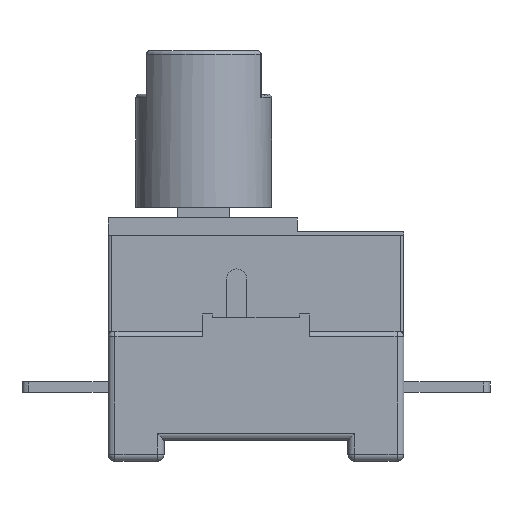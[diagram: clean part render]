
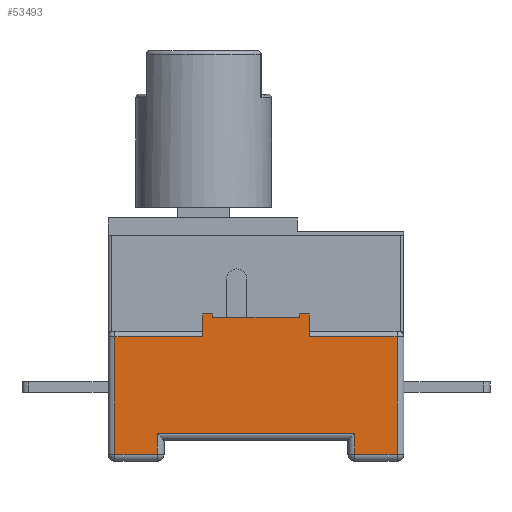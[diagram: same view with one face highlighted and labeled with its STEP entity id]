
A CAD part, left-side view. The second image highlights one B-rep face of the part: STEP entity #53493.
In plain terms, the highlighted planar face has unit normal (-1, 0, 0).
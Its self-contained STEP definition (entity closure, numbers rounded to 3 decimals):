
#3659 = EDGE_LOOP ( 'NONE', ( #29277, #55476, #33613, #78581, #86744, #111326, #64471, #70494, #144586, #43731, #7892, #83703, #81941, #75169, #38369, #102135 ) ) ;
#4655 = LINE ( 'NONE', #119836, #142187 ) ;
#4851 = CARTESIAN_POINT ( 'NONE',  ( -70., -12.35, 35.3 ) ) ;
#7370 = VECTOR ( 'NONE', #64451, 1000. ) ;
#7892 = ORIENTED_EDGE ( 'NONE', *, *, #103704, .F. ) ;
#11627 = VECTOR ( 'NONE', #28269, 1000. ) ;
#11732 = DIRECTION ( 'NONE',  ( 0., 0., 1. ) ) ;
#11740 = VERTEX_POINT ( 'NONE', #92356 ) ;
#13496 = VERTEX_POINT ( 'NONE', #133461 ) ;
#13708 = VECTOR ( 'NONE', #26919, 1000. ) ;
#14577 = AXIS2_PLACEMENT_3D ( 'NONE', #59375, #138416, #106035 ) ;
#14694 = VECTOR ( 'NONE', #105892, 1000. ) ;
#17668 = DIRECTION ( 'NONE',  ( 0., -1., 0. ) ) ;
#17973 = CARTESIAN_POINT ( 'NONE',  ( -70., 40.5, -4. ) ) ;
#18382 = CARTESIAN_POINT ( 'NONE',  ( -70., 28.4, -4. ) ) ;
#18521 = EDGE_CURVE ( 'NONE', #71472, #62498, #4655, .T. ) ;
#19511 = VERTEX_POINT ( 'NONE', #17973 ) ;
#20534 = DIRECTION ( 'NONE',  ( 0., 0., -1. ) ) ;
#21442 = CARTESIAN_POINT ( 'NONE',  ( -70., 42.5, 2. ) ) ;
#23919 = CARTESIAN_POINT ( 'NONE',  ( -70., -28.4, 17. ) ) ;
#24647 = VERTEX_POINT ( 'NONE', #108019 ) ;
#25737 = VECTOR ( 'NONE', #64700, 1000. ) ;
#26919 = DIRECTION ( 'NONE',  ( 0., -1., 0. ) ) ;
#28269 = DIRECTION ( 'NONE',  ( 0., 0., -1. ) ) ;
#29277 = ORIENTED_EDGE ( 'NONE', *, *, #62134, .T. ) ;
#29692 = CARTESIAN_POINT ( 'NONE',  ( -70., -15.25, 36.3 ) ) ;
#30423 = CARTESIAN_POINT ( 'NONE',  ( -70., -40.5, -4. ) ) ;
#31784 = VECTOR ( 'NONE', #67368, 1000. ) ;
#31823 = CARTESIAN_POINT ( 'NONE',  ( -70., 40.5, 31.3 ) ) ;
#33070 = LINE ( 'NONE', #124914, #71920 ) ;
#33613 = ORIENTED_EDGE ( 'NONE', *, *, #88933, .T. ) ;
#38102 = EDGE_CURVE ( 'NONE', #135095, #113889, #33070, .T. ) ;
#38369 = ORIENTED_EDGE ( 'NONE', *, *, #44931, .T. ) ;
#40486 = LINE ( 'NONE', #109004, #50652 ) ;
#40754 = DIRECTION ( 'NONE',  ( 0., -1., 0. ) ) ;
#42312 = VECTOR ( 'NONE', #140447, 1000. ) ;
#43731 = ORIENTED_EDGE ( 'NONE', *, *, #38102, .T. ) ;
#44931 = EDGE_CURVE ( 'NONE', #71472, #88009, #58379, .T. ) ;
#46938 = CARTESIAN_POINT ( 'NONE',  ( -70., 40.5, 29.8 ) ) ;
#47205 = LINE ( 'NONE', #70544, #14694 ) ;
#50652 = VECTOR ( 'NONE', #121795, 1000. ) ;
#52187 = CARTESIAN_POINT ( 'NONE',  ( -70., -15.25, 36.3 ) ) ;
#52251 = LINE ( 'NONE', #4851, #93048 ) ;
#52655 = LINE ( 'NONE', #99311, #25737 ) ;
#53493 = ADVANCED_FACE ( 'NONE', ( #60122 ), #69945, .F. ) ;
#55476 = ORIENTED_EDGE ( 'NONE', *, *, #108407, .T. ) ;
#58379 = LINE ( 'NONE', #105758, #70824 ) ;
#59375 = CARTESIAN_POINT ( 'NONE',  ( -70., 42.5, 31.3 ) ) ;
#60041 = VECTOR ( 'NONE', #20534, 1000. ) ;
#60122 = FACE_OUTER_BOUND ( 'NONE', #3659, .T. ) ;
#62134 = EDGE_CURVE ( 'NONE', #11740, #93017, #130647, .T. ) ;
#62498 = VERTEX_POINT ( 'NONE', #144752 ) ;
#64451 = DIRECTION ( 'NONE',  ( 0., 0., 1. ) ) ;
#64471 = ORIENTED_EDGE ( 'NONE', *, *, #93368, .T. ) ;
#64700 = DIRECTION ( 'NONE',  ( 0., 0., -1. ) ) ;
#65779 = VECTOR ( 'NONE', #88855, 1000. ) ;
#67368 = DIRECTION ( 'NONE',  ( 0., -1., 0. ) ) ;
#68191 = VECTOR ( 'NONE', #91703, 1000. ) ;
#69570 = CARTESIAN_POINT ( 'NONE',  ( -70., 12.35, 35.3 ) ) ;
#69945 = PLANE ( 'NONE',  #14577 ) ;
#70494 = ORIENTED_EDGE ( 'NONE', *, *, #144793, .T. ) ;
#70544 = CARTESIAN_POINT ( 'NONE',  ( -70., -42.5, -4. ) ) ;
#70627 = LINE ( 'NONE', #128565, #13708 ) ;
#70824 = VECTOR ( 'NONE', #11732, 1000. ) ;
#71316 = LINE ( 'NONE', #23919, #68191 ) ;
#71472 = VERTEX_POINT ( 'NONE', #69570 ) ;
#71920 = VECTOR ( 'NONE', #115663, 1000. ) ;
#75169 = ORIENTED_EDGE ( 'NONE', *, *, #18521, .F. ) ;
#75752 = LINE ( 'NONE', #143494, #7370 ) ;
#78581 = ORIENTED_EDGE ( 'NONE', *, *, #139467, .T. ) ;
#80110 = EDGE_CURVE ( 'NONE', #147253, #135095, #40486, .T. ) ;
#80310 = LINE ( 'NONE', #94551, #42312 ) ;
#81941 = ORIENTED_EDGE ( 'NONE', *, *, #124526, .F. ) ;
#83703 = ORIENTED_EDGE ( 'NONE', *, *, #103877, .F. ) ;
#84675 = DIRECTION ( 'NONE',  ( 0., 0., 1. ) ) ;
#86744 = ORIENTED_EDGE ( 'NONE', *, *, #90098, .T. ) ;
#86947 = LINE ( 'NONE', #29692, #134198 ) ;
#88009 = VERTEX_POINT ( 'NONE', #122723 ) ;
#88855 = DIRECTION ( 'NONE',  ( 0., 1., 0. ) ) ;
#88933 = EDGE_CURVE ( 'NONE', #104726, #19511, #134952, .T. ) ;
#90098 = EDGE_CURVE ( 'NONE', #114205, #24647, #75752, .T. ) ;
#91703 = DIRECTION ( 'NONE',  ( 0., 0., -1. ) ) ;
#92222 = CARTESIAN_POINT ( 'NONE',  ( -70., -40.5, 29.8 ) ) ;
#92356 = CARTESIAN_POINT ( 'NONE',  ( -70., 15.25, 36.3 ) ) ;
#92620 = CARTESIAN_POINT ( 'NONE',  ( -70., 15.25, 29.8 ) ) ;
#93017 = VERTEX_POINT ( 'NONE', #92620 ) ;
#93048 = VECTOR ( 'NONE', #84675, 1000. ) ;
#93368 = EDGE_CURVE ( 'NONE', #13496, #102645, #71316, .T. ) ;
#94551 = CARTESIAN_POINT ( 'NONE',  ( -70., 26.4, -4. ) ) ;
#96989 = EDGE_CURVE ( 'NONE', #24647, #13496, #101246, .T. ) ;
#97243 = VERTEX_POINT ( 'NONE', #52187 ) ;
#97922 = LINE ( 'NONE', #99389, #65779 ) ;
#99311 = CARTESIAN_POINT ( 'NONE',  ( -70., -15.25, 36.3 ) ) ;
#99389 = CARTESIAN_POINT ( 'NONE',  ( -70., 40.5, 29.8 ) ) ;
#100576 = CARTESIAN_POINT ( 'NONE',  ( -70., -15.25, 29.8 ) ) ;
#101246 = LINE ( 'NONE', #21442, #31784 ) ;
#102135 = ORIENTED_EDGE ( 'NONE', *, *, #115300, .F. ) ;
#102645 = VERTEX_POINT ( 'NONE', #123343 ) ;
#103704 = EDGE_CURVE ( 'NONE', #97243, #113889, #52655, .T. ) ;
#103877 = EDGE_CURVE ( 'NONE', #120098, #97243, #70627, .T. ) ;
#104726 = VERTEX_POINT ( 'NONE', #46938 ) ;
#105758 = CARTESIAN_POINT ( 'NONE',  ( -70., 12.35, 35.3 ) ) ;
#105892 = DIRECTION ( 'NONE',  ( 0., -1., 0. ) ) ;
#106035 = DIRECTION ( 'NONE',  ( 0., 1., 0. ) ) ;
#108019 = CARTESIAN_POINT ( 'NONE',  ( -70., 28.4, 2. ) ) ;
#108209 = CARTESIAN_POINT ( 'NONE',  ( -70., -12.35, 36.3 ) ) ;
#108407 = EDGE_CURVE ( 'NONE', #93017, #104726, #97922, .T. ) ;
#109004 = CARTESIAN_POINT ( 'NONE',  ( -70., -40.5, 31.3 ) ) ;
#111326 = ORIENTED_EDGE ( 'NONE', *, *, #96989, .T. ) ;
#113889 = VERTEX_POINT ( 'NONE', #100576 ) ;
#114205 = VERTEX_POINT ( 'NONE', #18382 ) ;
#115300 = EDGE_CURVE ( 'NONE', #11740, #88009, #86947, .T. ) ;
#115663 = DIRECTION ( 'NONE',  ( 0., 1., 0. ) ) ;
#119836 = CARTESIAN_POINT ( 'NONE',  ( -70., 12.35, 35.3 ) ) ;
#120098 = VERTEX_POINT ( 'NONE', #108209 ) ;
#121795 = DIRECTION ( 'NONE',  ( 0., 0., 1. ) ) ;
#122723 = CARTESIAN_POINT ( 'NONE',  ( -70., 12.35, 36.3 ) ) ;
#123343 = CARTESIAN_POINT ( 'NONE',  ( -70., -28.4, -4. ) ) ;
#124526 = EDGE_CURVE ( 'NONE', #62498, #120098, #52251, .T. ) ;
#124914 = CARTESIAN_POINT ( 'NONE',  ( -70., -15.25, 29.8 ) ) ;
#128565 = CARTESIAN_POINT ( 'NONE',  ( -70., -15.25, 36.3 ) ) ;
#130647 = LINE ( 'NONE', #131398, #11627 ) ;
#131398 = CARTESIAN_POINT ( 'NONE',  ( -70., 15.25, 36.3 ) ) ;
#133461 = CARTESIAN_POINT ( 'NONE',  ( -70., -28.4, 2. ) ) ;
#134198 = VECTOR ( 'NONE', #17668, 1000. ) ;
#134952 = LINE ( 'NONE', #31823, #60041 ) ;
#135095 = VERTEX_POINT ( 'NONE', #92222 ) ;
#138416 = DIRECTION ( 'NONE',  ( 1., 0., 0. ) ) ;
#139467 = EDGE_CURVE ( 'NONE', #19511, #114205, #80310, .T. ) ;
#140447 = DIRECTION ( 'NONE',  ( 0., -1., 0. ) ) ;
#142187 = VECTOR ( 'NONE', #40754, 1000. ) ;
#143494 = CARTESIAN_POINT ( 'NONE',  ( -70., 28.4, 17. ) ) ;
#144586 = ORIENTED_EDGE ( 'NONE', *, *, #80110, .T. ) ;
#144752 = CARTESIAN_POINT ( 'NONE',  ( -70., -12.35, 35.3 ) ) ;
#144793 = EDGE_CURVE ( 'NONE', #102645, #147253, #47205, .T. ) ;
#147253 = VERTEX_POINT ( 'NONE', #30423 ) ;
